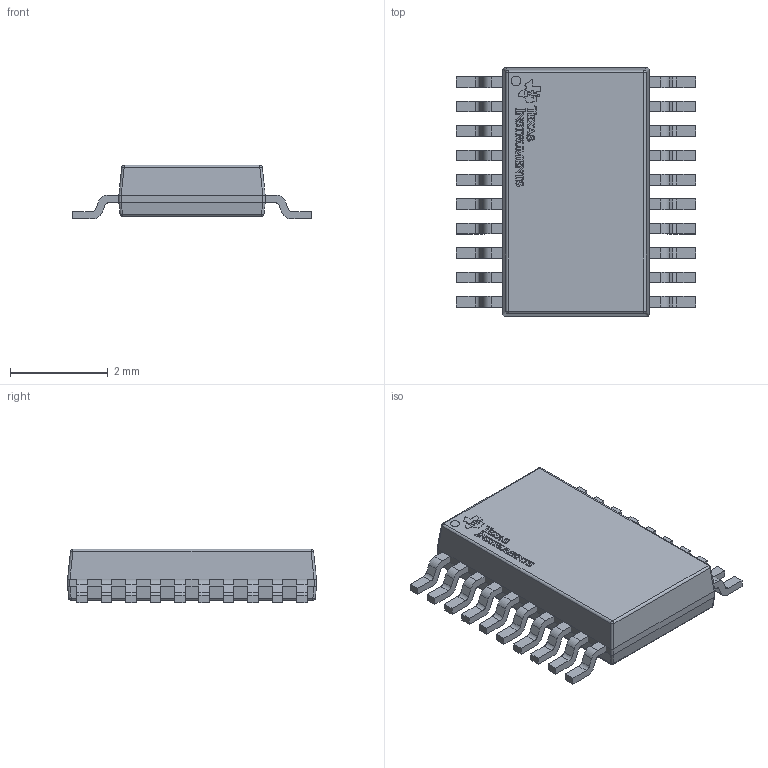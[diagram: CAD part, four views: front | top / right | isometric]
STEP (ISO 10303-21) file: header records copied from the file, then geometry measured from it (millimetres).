
FILE_DESCRIPTION(/* description */ (''),/* implementation_level */ '2;1');
FILE_NAME(/* name */ 'Texas Instruments MSPM0L1306SDGS20 - DGS0020A.stp',/* time_stamp */ '2021-03-05T02:53:51-04:00',/* author */ ('rabri'),/* organization */ (''),/* preprocessor_version */ 'ST-DEVELOPER v18',/* originating_system */ 'Autodesk Inventor 2020',/* authorisation */ '');
FILE_SCHEMA (('AUTOMOTIVE_DESIGN { 1 0 10303 214 3 1 1 }'));
Length unit declared in the file: millimetre
Products named in the file (4): Texas Instruments LM2675MX-5.0NOPB - SOIC8 D0008A; body; pins; logo
Assembly tree (3 placements, depth 2):
  Texas Instruments LM2675MX-5.0NOPB - SOIC8 D0008A
    body
    pins
    logo
Bounding box: 4.9 x 5.1 x 1.1 mm (x, y, z)
Volume: 16.8 mm3; surface area: 72.5 mm2
Topology: 40 solids, 40 shells, 743 faces, 1967 edges, 1304 vertices
Faces by surface type: plane 468, bspline 166, cylinder 101, sphere 8
Full cylindrical faces by diameter (mm): 0.199 x1
Entity records: 24099 total; most frequent: CARTESIAN_POINT 6395, ORIENTED_EDGE 3934, DIRECTION 3051, EDGE_CURVE 1967, LINE 1439, VECTOR 1439, VERTEX_POINT 1304, AXIS2_PLACEMENT_3D 806
